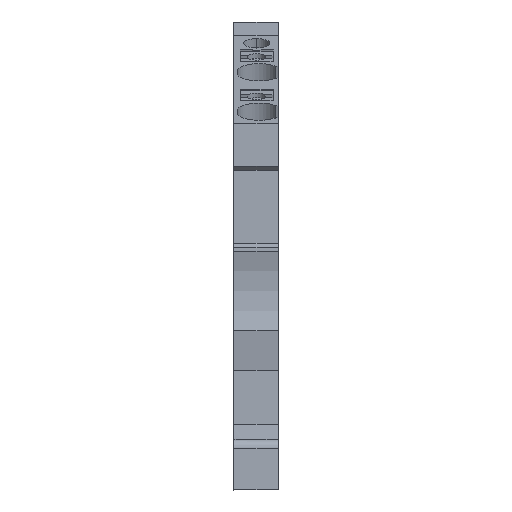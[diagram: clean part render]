
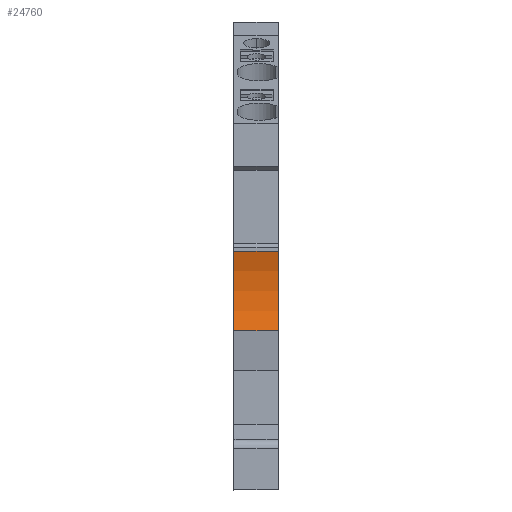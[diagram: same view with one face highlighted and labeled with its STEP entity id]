
A CAD part, front view. The second image highlights one B-rep face of the part: STEP entity #24760.
In plain terms, the highlighted cylindrical face has radius 10 mm (diameter 20 mm), a partial arc.
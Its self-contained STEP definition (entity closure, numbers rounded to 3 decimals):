
#2590=CARTESIAN_POINT('',(-52.95,4.194,
0.));
#2600=VERTEX_POINT('',#2590);
#2630=CARTESIAN_POINT('',(-62.891,3.102,
0.));
#2640=DIRECTION('',(0.,0.,-1.));
#2650=DIRECTION('',(0.974,-0.225,
0.));
#2660=AXIS2_PLACEMENT_3D('',#2630,#2640,#2650);
#2670=CIRCLE('',#2660,10.);
#2680=CARTESIAN_POINT('',(-54.253,-1.936,
0.));
#2690=VERTEX_POINT('',#2680);
#2700=EDGE_CURVE('',#2600,#2690,#2670,.T.);
#11790=CARTESIAN_POINT('',(-54.253,-1.936,
3.5));
#11800=VERTEX_POINT('',#11790);
#11830=CARTESIAN_POINT('',(-62.891,3.102,
3.5));
#11840=DIRECTION('',(0.,0.,-1.));
#11850=DIRECTION('',(0.974,-0.225,
0.));
#11860=AXIS2_PLACEMENT_3D('',#11830,#11840,#11850);
#11870=CIRCLE('',#11860,10.);
#11880=CARTESIAN_POINT('',(-52.95,4.194,
3.5));
#11890=VERTEX_POINT('',#11880);
#11900=EDGE_CURVE('',#11890,#11800,#11870,.T.);
#24440=CARTESIAN_POINT('',(-54.253,-1.936,
3.854));
#24450=DIRECTION('',(0.,0.,-1.));
#24460=VECTOR('',#24450,1.);
#24470=LINE('',#24440,#24460);
#24480=EDGE_CURVE('',#11800,#2690,#24470,.T.);
#24600=CARTESIAN_POINT('',(-62.891,3.102,
3.854));
#24610=DIRECTION('',(0.,0.,-1.));
#24620=DIRECTION('',(0.974,-0.225,
0.));
#24630=AXIS2_PLACEMENT_3D('',#24600,#24610,#24620);
#24640=CYLINDRICAL_SURFACE('',#24630,10.);
#24650=ORIENTED_EDGE('',*,*,#24480,.F.);
#24660=ORIENTED_EDGE('',*,*,#2700,.T.);
#24670=CARTESIAN_POINT('',(-52.95,4.194,
3.854));
#24680=DIRECTION('',(0.,0.,-1.));
#24690=VECTOR('',#24680,1.);
#24700=LINE('',#24670,#24690);
#24710=EDGE_CURVE('',#11890,#2600,#24700,.T.);
#24720=ORIENTED_EDGE('',*,*,#24710,.T.);
#24730=ORIENTED_EDGE('',*,*,#11900,.F.);
#24740=EDGE_LOOP('',(#24730,#24720,#24660,#24650));
#24750=FACE_OUTER_BOUND('',#24740,.T.);
#24760=ADVANCED_FACE('',(#24750),#24640,.F.);
